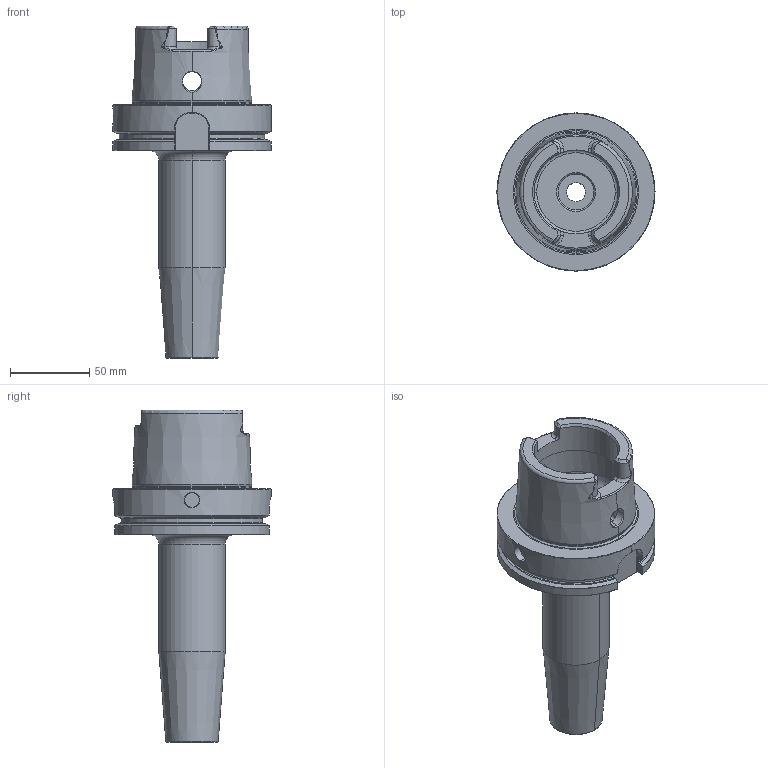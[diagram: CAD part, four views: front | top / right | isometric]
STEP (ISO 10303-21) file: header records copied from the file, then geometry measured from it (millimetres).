
FILE_DESCRIPTION (( 'STEP AP214' ), '1' );
FILE_NAME ('99.A10.020 X=160_step.STEP', '2021-09-08T10:15:28', ( '' ), ( '' ), 'SwSTEP 2.0', 'SolidWorks 2018', '' );
FILE_SCHEMA (( 'AUTOMOTIVE_DESIGN' ));
Length unit declared in the file: millimetre
Products named in the file (1): 99.A10.020 X=160_step
Bounding box: 99.93 x 99.93 x 209.9 mm (x, y, z)
Volume: 393396.1 mm3; surface area: 71276.5 mm2
Topology: 1 solids, 1 shells, 235 faces, 573 edges, 341 vertices
Faces by surface type: cylinder 56, torus 54, plane 51, cone 37, bspline 37
Entity records: 11071 total; most frequent: CARTESIAN_POINT 5576, ORIENTED_EDGE 1146, DIRECTION 1015, EDGE_CURVE 573, AXIS2_PLACEMENT_3D 428, VERTEX_POINT 341, EDGE_LOOP 242, ADVANCED_FACE 235
